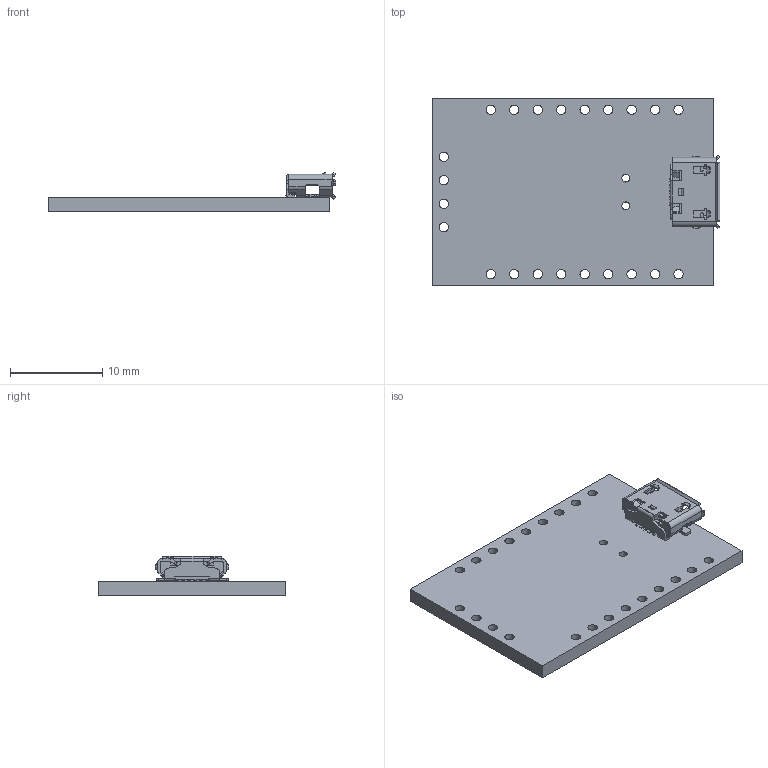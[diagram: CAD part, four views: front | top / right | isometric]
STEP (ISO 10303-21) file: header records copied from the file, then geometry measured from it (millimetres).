
FILE_DESCRIPTION(('FreeCAD Model'),'2;1');
FILE_NAME('FT232R_Breakout_v37_cp.step','2020-02-08T07:24:30',('kicad StepUp'),('ksu MCAD' ),'Open CASCADE STEP processor 7.3','FreeCAD','Unknown');
FILE_SCHEMA(('AUTOMOTIVE_DESIGN { 1 0 10303 214 1 1 1 1 }'));
Length unit declared in the file: millimetre
Products named in the file (1): FT232R_Breakout_v37_cp
Bounding box: 31.14 x 20.32 x 4.3 mm (x, y, z)
Volume: 1002.6 mm3; surface area: 1737.7 mm2
Topology: 2 solids, 2 shells, 516 faces, 1538 edges, 1006 vertices
Faces by surface type: plane 361, cylinder 151, sphere 4
Full cylindrical faces by diameter (mm): 0.85 x4, 1.016 x22
Entity records: 21324 total; most frequent: CARTESIAN_POINT 3447, ORIENTED_EDGE 3068, DIRECTION 2893, EDGE_CURVE 1534, LINE 1165, VECTOR 1165, VERTEX_POINT 1006, AXIS2_PLACEMENT_3D 864
